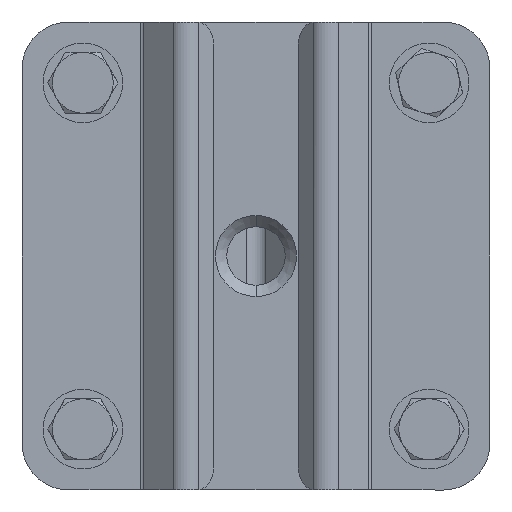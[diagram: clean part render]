
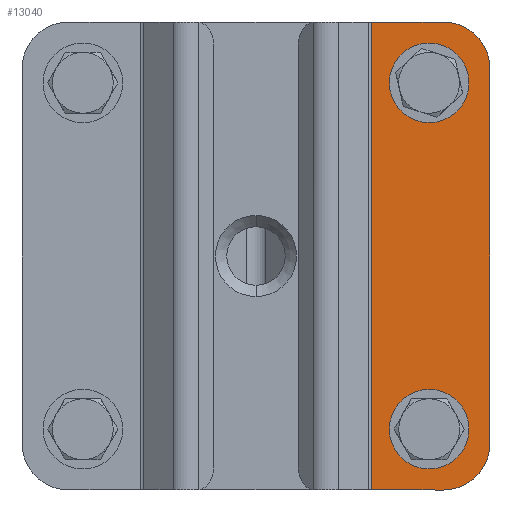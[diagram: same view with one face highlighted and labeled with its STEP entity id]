
A CAD part, front view. The second image highlights one B-rep face of the part: STEP entity #13040.
In plain terms, the highlighted planar face has unit normal (0, -1, 0).
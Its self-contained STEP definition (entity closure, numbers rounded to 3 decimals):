
#10 = VERTEX_POINT ( 'NONE', #17938 ) ;
#50 = EDGE_LOOP ( 'NONE', ( #21820, #4515 ) ) ;
#625 = ORIENTED_EDGE ( 'NONE', *, *, #14446, .F. ) ;
#809 = DIRECTION ( 'NONE',  ( 0., 0., 1. ) ) ;
#1010 = AXIS2_PLACEMENT_3D ( 'NONE', #21645, #12372, #14257 ) ;
#1631 = CARTESIAN_POINT ( 'NONE',  ( -40., 0., 21.25 ) ) ;
#1653 = DIRECTION ( 'NONE',  ( 0., -1., 0. ) ) ;
#1791 = VERTEX_POINT ( 'NONE', #8435 ) ;
#1799 = DIRECTION ( 'NONE',  ( 0., 1., 0. ) ) ;
#1811 = VERTEX_POINT ( 'NONE', #15400 ) ;
#2188 = EDGE_CURVE ( 'NONE', #1811, #10, #9620, .T. ) ;
#2212 = CIRCLE ( 'NONE', #19043, 4.5 ) ;
#2235 = AXIS2_PLACEMENT_3D ( 'NONE', #22500, #18630, #16884 ) ;
#2378 = ORIENTED_EDGE ( 'NONE', *, *, #20641, .T. ) ;
#3270 = CARTESIAN_POINT ( 'NONE',  ( 50., 0., -4.066 ) ) ;
#3303 = DIRECTION ( 'NONE',  ( 0., 0., 1. ) ) ;
#3615 = DIRECTION ( 'NONE',  ( 0., 0., 1. ) ) ;
#3661 = EDGE_CURVE ( 'NONE', #23462, #13191, #14147, .T. ) ;
#4002 = DIRECTION ( 'NONE',  ( 1., 0., 0. ) ) ;
#4425 = ORIENTED_EDGE ( 'NONE', *, *, #20763, .F. ) ;
#4515 = ORIENTED_EDGE ( 'NONE', *, *, #2188, .T. ) ;
#4593 = DIRECTION ( 'NONE',  ( 0., 0., 1. ) ) ;
#4752 = DIRECTION ( 'NONE',  ( 0., 0., 1. ) ) ;
#4817 = AXIS2_PLACEMENT_3D ( 'NONE', #19444, #12136, #21082 ) ;
#5364 = EDGE_CURVE ( 'NONE', #19381, #17699, #14367, .T. ) ;
#5894 = CARTESIAN_POINT ( 'NONE',  ( 37., 0., 3.75 ) ) ;
#6327 = CARTESIAN_POINT ( 'NONE',  ( -37., 0., 8.25 ) ) ;
#6483 = ORIENTED_EDGE ( 'NONE', *, *, #5364, .T. ) ;
#6855 = DIRECTION ( 'NONE',  ( 0., 0., -1. ) ) ;
#7156 = VERTEX_POINT ( 'NONE', #21594 ) ;
#7172 = EDGE_LOOP ( 'NONE', ( #14593, #6483 ) ) ;
#7390 = CARTESIAN_POINT ( 'NONE',  ( -50., 0., 21.25 ) ) ;
#8131 = EDGE_LOOP ( 'NONE', ( #625, #19282, #2378, #4425, #19651, #12646 ) ) ;
#8215 = CARTESIAN_POINT ( 'NONE',  ( -50., 0., -21.25 ) ) ;
#8435 = CARTESIAN_POINT ( 'NONE',  ( 40., 0., 21.25 ) ) ;
#9027 = CARTESIAN_POINT ( 'NONE',  ( 50., 0., -4.066 ) ) ;
#9541 = EDGE_CURVE ( 'NONE', #10, #1811, #2212, .T. ) ;
#9620 = CIRCLE ( 'NONE', #4817, 4.5 ) ;
#10145 = CIRCLE ( 'NONE', #17792, 10. ) ;
#10662 = EDGE_CURVE ( 'NONE', #17699, #19381, #10903, .T. ) ;
#10693 = AXIS2_PLACEMENT_3D ( 'NONE', #13740, #11604, #809 ) ;
#10783 = CARTESIAN_POINT ( 'NONE',  ( 37., 0., 8.25 ) ) ;
#10903 = CIRCLE ( 'NONE', #2235, 4.5 ) ;
#11281 = VECTOR ( 'NONE', #4752, 1000. ) ;
#11580 = VERTEX_POINT ( 'NONE', #15308 ) ;
#11604 = DIRECTION ( 'NONE',  ( 0., -1., 0. ) ) ;
#11674 = FACE_OUTER_BOUND ( 'NONE', #8131, .T. ) ;
#11955 = FACE_BOUND ( 'NONE', #50, .T. ) ;
#11986 = VERTEX_POINT ( 'NONE', #9027 ) ;
#12136 = DIRECTION ( 'NONE',  ( 0., 1., 0. ) ) ;
#12372 = DIRECTION ( 'NONE',  ( 0., 1., 0. ) ) ;
#12646 = ORIENTED_EDGE ( 'NONE', *, *, #19958, .F. ) ;
#12685 = LINE ( 'NONE', #8215, #11281 ) ;
#12813 = FACE_BOUND ( 'NONE', #7172, .T. ) ;
#13040 = ADVANCED_FACE ( 'NONE', ( #11674, #11955, #12813 ), #14499, .F. ) ;
#13191 = VERTEX_POINT ( 'NONE', #20158 ) ;
#13740 = CARTESIAN_POINT ( 'NONE',  ( -40., 0., 11.25 ) ) ;
#13918 = VECTOR ( 'NONE', #6855, 1000. ) ;
#13978 = EDGE_CURVE ( 'NONE', #11580, #11986, #19048, .T. ) ;
#14081 = DIRECTION ( 'NONE',  ( -1., 0., 0. ) ) ;
#14147 = CIRCLE ( 'NONE', #10693, 10. ) ;
#14257 = DIRECTION ( 'NONE',  ( 0., 0., 1. ) ) ;
#14367 = CIRCLE ( 'NONE', #19063, 4.5 ) ;
#14446 = EDGE_CURVE ( 'NONE', #11986, #7156, #16776, .T. ) ;
#14499 = PLANE ( 'NONE',  #1010 ) ;
#14593 = ORIENTED_EDGE ( 'NONE', *, *, #10662, .T. ) ;
#15308 = CARTESIAN_POINT ( 'NONE',  ( 50., 0., 11.25 ) ) ;
#15321 = VECTOR ( 'NONE', #14081, 1000. ) ;
#15400 = CARTESIAN_POINT ( 'NONE',  ( -37., 0., 3.75 ) ) ;
#15504 = DIRECTION ( 'NONE',  ( 0., 1., 0. ) ) ;
#16776 = LINE ( 'NONE', #3270, #15321 ) ;
#16884 = DIRECTION ( 'NONE',  ( 0., 0., 1. ) ) ;
#17699 = VERTEX_POINT ( 'NONE', #21142 ) ;
#17720 = CARTESIAN_POINT ( 'NONE',  ( 50., 0., -21.25 ) ) ;
#17792 = AXIS2_PLACEMENT_3D ( 'NONE', #18008, #1653, #3303 ) ;
#17938 = CARTESIAN_POINT ( 'NONE',  ( -37., 0., 12.75 ) ) ;
#18008 = CARTESIAN_POINT ( 'NONE',  ( 40., 0., 11.25 ) ) ;
#18630 = DIRECTION ( 'NONE',  ( 0., 1., 0. ) ) ;
#18933 = LINE ( 'NONE', #7390, #21468 ) ;
#19043 = AXIS2_PLACEMENT_3D ( 'NONE', #6327, #15504, #4593 ) ;
#19048 = LINE ( 'NONE', #17720, #13918 ) ;
#19063 = AXIS2_PLACEMENT_3D ( 'NONE', #10783, #1799, #3615 ) ;
#19282 = ORIENTED_EDGE ( 'NONE', *, *, #13978, .F. ) ;
#19381 = VERTEX_POINT ( 'NONE', #5894 ) ;
#19444 = CARTESIAN_POINT ( 'NONE',  ( -37., 0., 8.25 ) ) ;
#19651 = ORIENTED_EDGE ( 'NONE', *, *, #3661, .T. ) ;
#19958 = EDGE_CURVE ( 'NONE', #7156, #13191, #12685, .T. ) ;
#20158 = CARTESIAN_POINT ( 'NONE',  ( -50., 0., 11.25 ) ) ;
#20641 = EDGE_CURVE ( 'NONE', #11580, #1791, #10145, .T. ) ;
#20763 = EDGE_CURVE ( 'NONE', #23462, #1791, #18933, .T. ) ;
#21082 = DIRECTION ( 'NONE',  ( 0., 0., 1. ) ) ;
#21142 = CARTESIAN_POINT ( 'NONE',  ( 37., 0., 12.75 ) ) ;
#21468 = VECTOR ( 'NONE', #4002, 1000. ) ;
#21594 = CARTESIAN_POINT ( 'NONE',  ( -50., 0., -4.066 ) ) ;
#21645 = CARTESIAN_POINT ( 'NONE',  ( 50., 0., 21.25 ) ) ;
#21820 = ORIENTED_EDGE ( 'NONE', *, *, #9541, .T. ) ;
#22500 = CARTESIAN_POINT ( 'NONE',  ( 37., 0., 8.25 ) ) ;
#23462 = VERTEX_POINT ( 'NONE', #1631 ) ;
